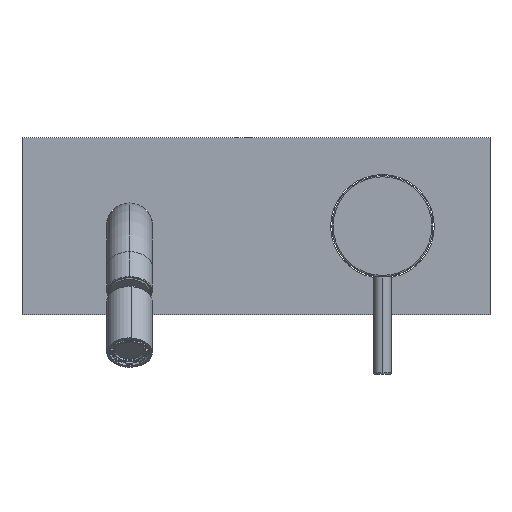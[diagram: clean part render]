
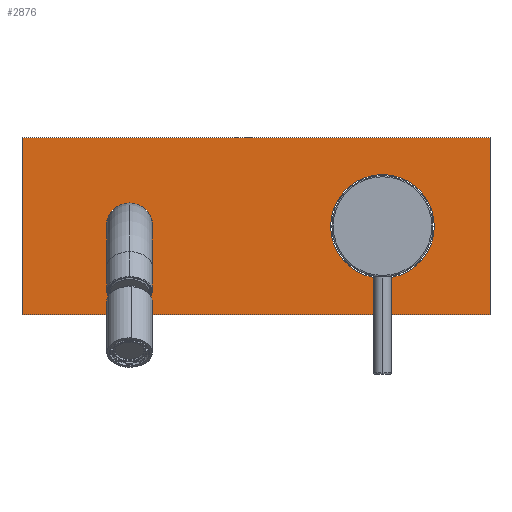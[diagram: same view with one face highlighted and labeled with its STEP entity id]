
A CAD part, top view. The second image highlights one B-rep face of the part: STEP entity #2876.
In plain terms, the highlighted face is planar.
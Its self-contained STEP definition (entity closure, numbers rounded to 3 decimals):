
#130 = CIRCLE ( 'NONE', #8171, 9.25 ) ;
#263 = EDGE_CURVE ( 'NONE', #7878, #1700, #130, .T. ) ;
#285 = CARTESIAN_POINT ( 'NONE',  ( -92.5, 2., -35. ) ) ;
#364 = CARTESIAN_POINT ( 'NONE',  ( 50., 2., 0. ) ) ;
#400 = DIRECTION ( 'NONE',  ( 0., 0., 1. ) ) ;
#745 = AXIS2_PLACEMENT_3D ( 'NONE', #1576, #4449, #2317 ) ;
#820 = EDGE_LOOP ( 'NONE', ( #1280, #3163, #3189, #5839 ) ) ;
#1030 = AXIS2_PLACEMENT_3D ( 'NONE', #1890, #7395, #2508 ) ;
#1109 = ORIENTED_EDGE ( 'NONE', *, *, #2732, .F. ) ;
#1229 = AXIS2_PLACEMENT_3D ( 'NONE', #364, #5153, #7141 ) ;
#1280 = ORIENTED_EDGE ( 'NONE', *, *, #4004, .T. ) ;
#1301 = DIRECTION ( 'NONE',  ( 0., 0., -1. ) ) ;
#1325 = LINE ( 'NONE', #3343, #5668 ) ;
#1359 = FACE_OUTER_BOUND ( 'NONE', #820, .T. ) ;
#1439 = VECTOR ( 'NONE', #1301, 1000. ) ;
#1576 = CARTESIAN_POINT ( 'NONE',  ( -50., 2., 0. ) ) ;
#1623 = CARTESIAN_POINT ( 'NONE',  ( -92.5, 2., 35. ) ) ;
#1658 = VERTEX_POINT ( 'NONE', #3243 ) ;
#1700 = VERTEX_POINT ( 'NONE', #8137 ) ;
#1890 = CARTESIAN_POINT ( 'NONE',  ( 50., 2., 0. ) ) ;
#2065 = VERTEX_POINT ( 'NONE', #5201 ) ;
#2142 = CARTESIAN_POINT ( 'NONE',  ( 0., 2., 0. ) ) ;
#2317 = DIRECTION ( 'NONE',  ( 0., 0., 1. ) ) ;
#2341 = ORIENTED_EDGE ( 'NONE', *, *, #7756, .F. ) ;
#2355 = CIRCLE ( 'NONE', #1229, 20.5 ) ;
#2508 = DIRECTION ( 'NONE',  ( 0., 0., 1. ) ) ;
#2732 = EDGE_CURVE ( 'NONE', #2065, #1658, #4932, .T. ) ;
#2876 = ADVANCED_FACE ( 'NONE', ( #4061, #3509, #1359 ), #4106, .T. ) ;
#3031 = EDGE_LOOP ( 'NONE', ( #1109, #2341 ) ) ;
#3142 = LINE ( 'NONE', #1623, #7509 ) ;
#3163 = ORIENTED_EDGE ( 'NONE', *, *, #5242, .T. ) ;
#3189 = ORIENTED_EDGE ( 'NONE', *, *, #5938, .T. ) ;
#3243 = CARTESIAN_POINT ( 'NONE',  ( 50., 2., -20.5 ) ) ;
#3343 = CARTESIAN_POINT ( 'NONE',  ( 92.5, 2., 35. ) ) ;
#3359 = EDGE_LOOP ( 'NONE', ( #6005, #8102 ) ) ;
#3427 = CARTESIAN_POINT ( 'NONE',  ( 92.5, 2., -35. ) ) ;
#3509 = FACE_BOUND ( 'NONE', #3031, .T. ) ;
#3998 = VERTEX_POINT ( 'NONE', #5728 ) ;
#4004 = EDGE_CURVE ( 'NONE', #8489, #3998, #3142, .T. ) ;
#4006 = EDGE_CURVE ( 'NONE', #5364, #8489, #5911, .T. ) ;
#4061 = FACE_BOUND ( 'NONE', #3359, .T. ) ;
#4106 = PLANE ( 'NONE',  #4493 ) ;
#4449 = DIRECTION ( 'NONE',  ( 0., 1., 0. ) ) ;
#4458 = DIRECTION ( 'NONE',  ( -1., 0., 0. ) ) ;
#4493 = AXIS2_PLACEMENT_3D ( 'NONE', #2142, #6146, #6810 ) ;
#4823 = CARTESIAN_POINT ( 'NONE',  ( 92.5, 2., 35. ) ) ;
#4932 = CIRCLE ( 'NONE', #1030, 20.5 ) ;
#5146 = DIRECTION ( 'NONE',  ( 0., 1., 0. ) ) ;
#5153 = DIRECTION ( 'NONE',  ( 0., 1., 0. ) ) ;
#5201 = CARTESIAN_POINT ( 'NONE',  ( 50., 2., 20.5 ) ) ;
#5207 = VECTOR ( 'NONE', #4458, 1000. ) ;
#5242 = EDGE_CURVE ( 'NONE', #3998, #7525, #1325, .T. ) ;
#5364 = VERTEX_POINT ( 'NONE', #3427 ) ;
#5668 = VECTOR ( 'NONE', #6906, 1000. ) ;
#5728 = CARTESIAN_POINT ( 'NONE',  ( -92.5, 2., 35. ) ) ;
#5839 = ORIENTED_EDGE ( 'NONE', *, *, #4006, .T. ) ;
#5911 = LINE ( 'NONE', #6585, #5207 ) ;
#5938 = EDGE_CURVE ( 'NONE', #7525, #5364, #6802, .T. ) ;
#6005 = ORIENTED_EDGE ( 'NONE', *, *, #6655, .F. ) ;
#6146 = DIRECTION ( 'NONE',  ( 0., 1., 0. ) ) ;
#6544 = DIRECTION ( 'NONE',  ( 0., 0., 1. ) ) ;
#6585 = CARTESIAN_POINT ( 'NONE',  ( 92.5, 2., -35. ) ) ;
#6655 = EDGE_CURVE ( 'NONE', #1700, #7878, #7920, .T. ) ;
#6802 = LINE ( 'NONE', #4823, #1439 ) ;
#6810 = DIRECTION ( 'NONE',  ( 1., 0., 0. ) ) ;
#6906 = DIRECTION ( 'NONE',  ( 1., 0., 0. ) ) ;
#7141 = DIRECTION ( 'NONE',  ( 0., 0., 1. ) ) ;
#7152 = CARTESIAN_POINT ( 'NONE',  ( 92.5, 2., 35. ) ) ;
#7395 = DIRECTION ( 'NONE',  ( 0., 1., 0. ) ) ;
#7509 = VECTOR ( 'NONE', #6544, 1000. ) ;
#7525 = VERTEX_POINT ( 'NONE', #7152 ) ;
#7756 = EDGE_CURVE ( 'NONE', #1658, #2065, #2355, .T. ) ;
#7878 = VERTEX_POINT ( 'NONE', #8871 ) ;
#7920 = CIRCLE ( 'NONE', #745, 9.25 ) ;
#8102 = ORIENTED_EDGE ( 'NONE', *, *, #263, .F. ) ;
#8137 = CARTESIAN_POINT ( 'NONE',  ( -50., 2., 9.25 ) ) ;
#8171 = AXIS2_PLACEMENT_3D ( 'NONE', #8583, #5146, #400 ) ;
#8489 = VERTEX_POINT ( 'NONE', #285 ) ;
#8583 = CARTESIAN_POINT ( 'NONE',  ( -50., 2., 0. ) ) ;
#8871 = CARTESIAN_POINT ( 'NONE',  ( -50., 2., -9.25 ) ) ;
